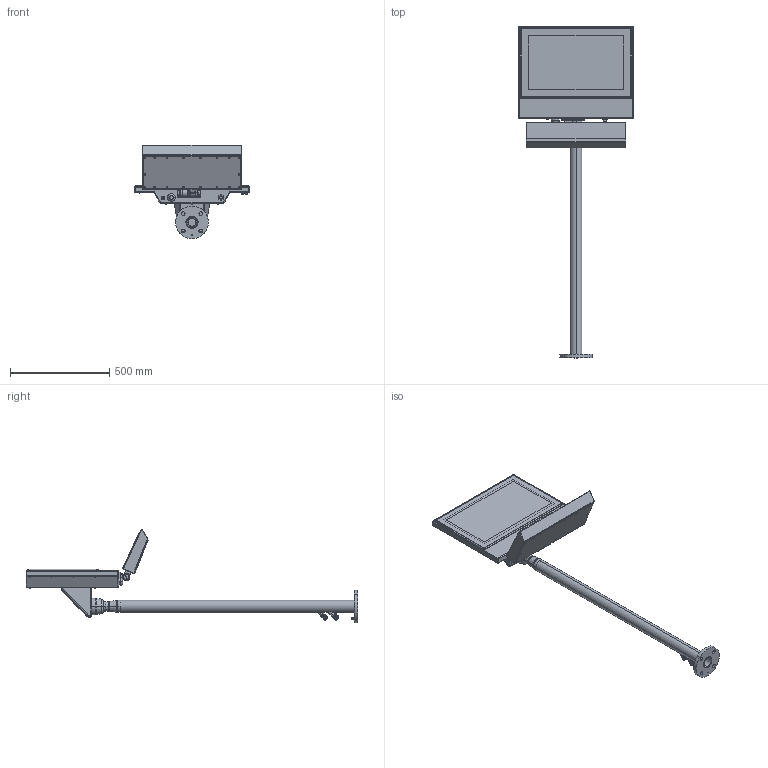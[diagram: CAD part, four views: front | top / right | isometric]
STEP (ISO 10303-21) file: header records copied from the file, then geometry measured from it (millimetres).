
FILE_DESCRIPTION((''),'2;1');
FILE_NAME('CAD-7271_SCHRUMPF_2_ASM','2021-06-15T09:54:21',('creinig-se'),(''),'CREO PARAMETRIC BY PTC INC, 2019292','CREO PARAMETRIC BY PTC INC, 2019292','');
FILE_SCHEMA(('CONFIG_CONTROL_DESIGN','SHAPE_APPEARANCE_LAYERS_GROUPS'));
Products named in the file (10): CAD-7271_SCHRUMPF_OH_SAEULE; CAD-7271_1400_3485; CAD-7271_SELF_LEVELING_KIT; CAD-7271_BOSS-EXTRUDE2; CAD-7271_CHAMFER; CAD-7271_GLASS_ASM_ASM; CAD-7271_STAINLESS_STEEL; CAD-7271_1400_3496_ASM; CAD-7271_Z2D2_PEDESTA_SW0001; CAD-7271_SCHRUMPF_2_ASM
Assembly tree (9 placements, depth 4):
  CAD-7271_SCHRUMPF_2_ASM
    CAD-7271_SCHRUMPF_OH_SAEULE
    CAD-7271_1400_3496_ASM
      CAD-7271_1400_3485
      CAD-7271_SELF_LEVELING_KIT
      CAD-7271_GLASS_ASM_ASM
        CAD-7271_BOSS-EXTRUDE2
        CAD-7271_CHAMFER
      CAD-7271_STAINLESS_STEEL
    CAD-7271_Z2D2_PEDESTA_SW0001
Bounding box: 577 x 1670.43 x 469.9 mm (x, y, z)
Volume: 27233055.5 mm3; surface area: 2172043.7 mm2
Topology: 15 solids, 16 shells, 2551 faces, 6225 edges, 3813 vertices
Faces by surface type: plane 1395, cylinder 635, cone 375, torus 78, sphere 56, bspline 12
Entity records: 100658 total; most frequent: CARTESIAN_POINT 21774, DIRECTION 12779, ORIENTED_EDGE 12384, EDGE_CURVE 6192, AXIS2_PLACEMENT_3D 4780, VERTEX_POINT 3813, VECTOR 3219, LINE 3219
